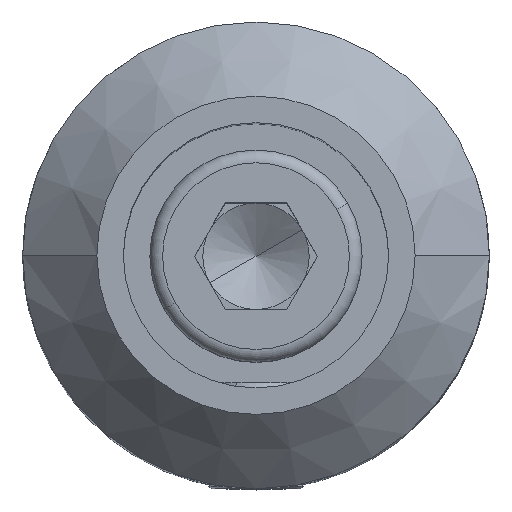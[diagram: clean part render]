
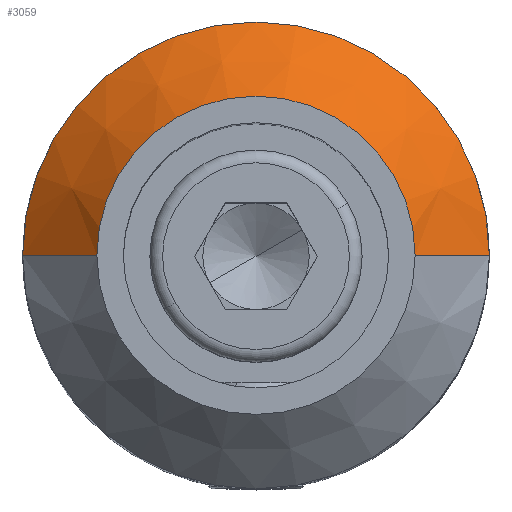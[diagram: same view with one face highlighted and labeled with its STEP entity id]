
A CAD part, top view. The second image highlights one B-rep face of the part: STEP entity #3059.
In plain terms, the highlighted conical face has half-angle 45 degrees and reference radius 11 mm.
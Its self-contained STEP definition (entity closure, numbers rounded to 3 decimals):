
#14 = ORIENTED_EDGE ( 'NONE', *, *, #19400, .F. ) ;
#409 = CARTESIAN_POINT ( 'NONE',  ( 7.5, 0., 35. ) ) ;
#503 = CARTESIAN_POINT ( 'NONE',  ( -7.5, 0., 35. ) ) ;
#655 = EDGE_LOOP ( 'NONE', ( #1588, #1096, #14, #19561 ) ) ;
#1096 = ORIENTED_EDGE ( 'NONE', *, *, #21125, .T. ) ;
#1588 = ORIENTED_EDGE ( 'NONE', *, *, #16878, .F. ) ;
#1961 = VECTOR ( 'NONE', #19309, 1000. ) ;
#2248 = LINE ( 'NONE', #12441, #1961 ) ;
#2313 = CARTESIAN_POINT ( 'NONE',  ( 0., 0., 31.5 ) ) ;
#3059 = ADVANCED_FACE ( 'NONE', ( #21738 ), #10776, .T. ) ;
#3599 = DIRECTION ( 'NONE',  ( -0.707, 0., -0.707 ) ) ;
#4793 = VERTEX_POINT ( 'NONE', #409 ) ;
#6211 = AXIS2_PLACEMENT_3D ( 'NONE', #2313, #21082, #9001 ) ;
#6497 = DIRECTION ( 'NONE',  ( 0., 0., -1. ) ) ;
#7971 = CIRCLE ( 'NONE', #20912, 7.5 ) ;
#8192 = VECTOR ( 'NONE', #3599, 1000. ) ;
#8581 = VERTEX_POINT ( 'NONE', #503 ) ;
#9001 = DIRECTION ( 'NONE',  ( -1., 0., 0. ) ) ;
#10750 = CARTESIAN_POINT ( 'NONE',  ( 0., 0., 35. ) ) ;
#10776 = CONICAL_SURFACE ( 'NONE', #6211, 11., 0.785 ) ;
#12441 = CARTESIAN_POINT ( 'NONE',  ( 11., 0., 31.5 ) ) ;
#12501 = CARTESIAN_POINT ( 'NONE',  ( -11., 0., 31.5 ) ) ;
#13729 = CIRCLE ( 'NONE', #14485, 11. ) ;
#14039 = DIRECTION ( 'NONE',  ( 0., 0., 1. ) ) ;
#14485 = AXIS2_PLACEMENT_3D ( 'NONE', #21856, #6497, #18417 ) ;
#14560 = LINE ( 'NONE', #19019, #8192 ) ;
#14792 = VERTEX_POINT ( 'NONE', #19492 ) ;
#15721 = VERTEX_POINT ( 'NONE', #12501 ) ;
#16878 = EDGE_CURVE ( 'NONE', #4793, #8581, #7971, .T. ) ;
#17636 = DIRECTION ( 'NONE',  ( 1., 0., 0. ) ) ;
#18317 = EDGE_CURVE ( 'NONE', #8581, #15721, #14560, .T. ) ;
#18417 = DIRECTION ( 'NONE',  ( 1., 0., 0. ) ) ;
#19019 = CARTESIAN_POINT ( 'NONE',  ( -11., 0., 31.5 ) ) ;
#19309 = DIRECTION ( 'NONE',  ( 0.707, 0., -0.707 ) ) ;
#19400 = EDGE_CURVE ( 'NONE', #15721, #14792, #13729, .T. ) ;
#19492 = CARTESIAN_POINT ( 'NONE',  ( 11., 0., 31.5 ) ) ;
#19561 = ORIENTED_EDGE ( 'NONE', *, *, #18317, .F. ) ;
#20912 = AXIS2_PLACEMENT_3D ( 'NONE', #10750, #14039, #17636 ) ;
#21082 = DIRECTION ( 'NONE',  ( 0., 0., -1. ) ) ;
#21125 = EDGE_CURVE ( 'NONE', #4793, #14792, #2248, .T. ) ;
#21738 = FACE_OUTER_BOUND ( 'NONE', #655, .T. ) ;
#21856 = CARTESIAN_POINT ( 'NONE',  ( 0., 0., 31.5 ) ) ;
